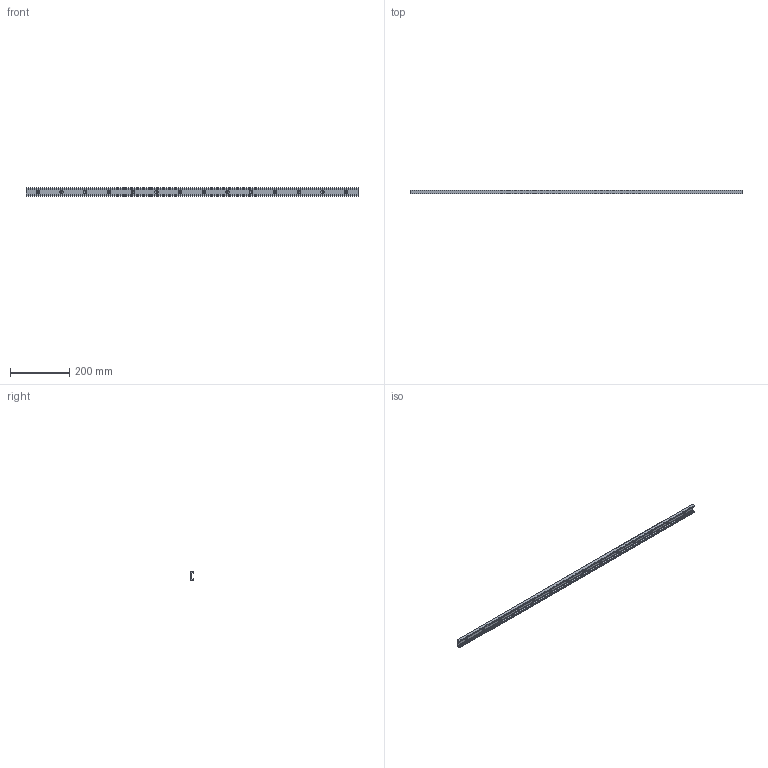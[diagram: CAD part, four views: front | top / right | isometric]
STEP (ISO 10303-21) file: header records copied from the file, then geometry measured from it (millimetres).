
FILE_DESCRIPTION((''),'2;1');
FILE_NAME('LCX 28H-1120.V.stp','2016-04-28T13:23:56',('MRathmann'),(''),'Autodesk Inventor 2012','Autodesk Inventor 2012','');
FILE_SCHEMA(('CONFIG_CONTROL_DESIGN'));
Length unit declared in the file: millimetre
Products named in the file (1): LCX 28H-1120.V
Bounding box: 1120 x 12.3 x 28 mm (x, y, z)
Volume: 182009.9 mm3; surface area: 108111.8 mm2
Topology: 1 solids, 1 shells, 52 faces, 136 edges, 86 vertices
Faces by surface type: cylinder 25, cone 14, plane 13
Full cylindrical faces by diameter (mm): 5.5 x14
Entity records: 1554 total; most frequent: DIRECTION 278, CARTESIAN_POINT 247, ORIENTED_EDGE 216, AXIS2_PLACEMENT_3D 117, EDGE_CURVE 108, EDGE_LOOP 108, VERTEX_POINT 86, CIRCLE 64
